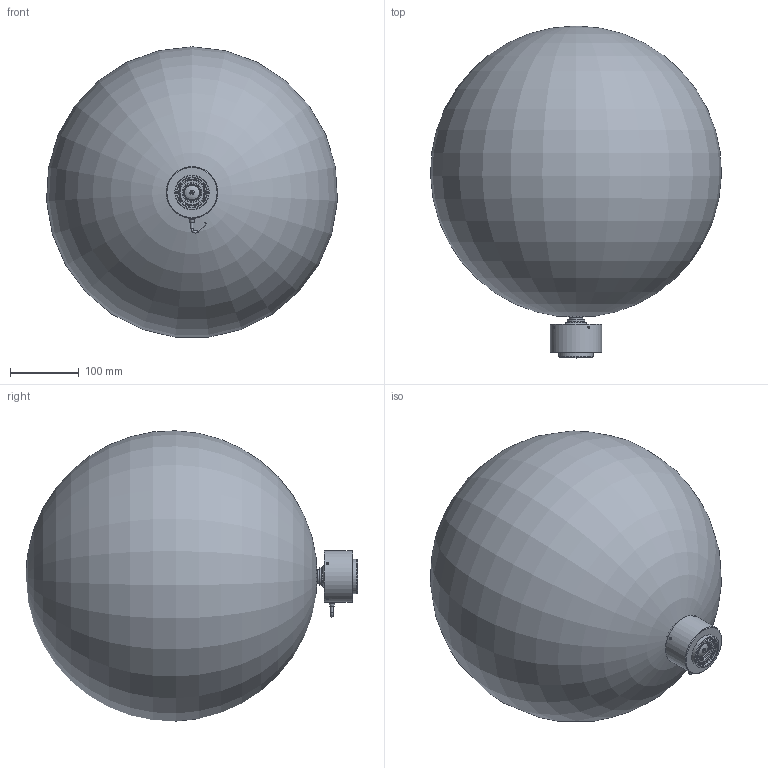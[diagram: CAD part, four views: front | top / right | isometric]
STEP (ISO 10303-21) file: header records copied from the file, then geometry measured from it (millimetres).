
FILE_DESCRIPTION (( 'STEP AP203' ), '1' );
FILE_NAME ('600117.STEP', '2025-02-08T07:07:50', ( 'Windows User' ), ( 'P R C' ), 'SwSTEP 2.0', 'SolidWorks 2020', '' );
FILE_SCHEMA (( 'CONFIG_CONTROL_DESIGN' ));
Length unit declared in the file: millimetre
Products named in the file (1): 600117
Bounding box: 422.31 x 482.02 x 421.6 mm (x, y, z)
Volume: 39819407.3 mm3; surface area: 593061.8 mm2
Topology: 1 solids, 13 shells, 430 faces, 1084 edges, 716 vertices
Faces by surface type: plane 287, cylinder 80, cone 50, bspline 10, torus 3
Full cylindrical faces by diameter (mm): 1.7 x3, 1.8 x3, 2 x9, 2.2 x9, 3 x14, 3.5 x4, 3.6 x1, 4 x4, 7.699 x1, 16.5 x1, 21.7 x1, 22.999 x1, 24.4 x1, 25.4 x1, 42.5 x1, 43 x1, 44 x1, 45 x1, 50 x1, 75 x1
Entity records: 12927 total; most frequent: CARTESIAN_POINT 3422, DIRECTION 1837, ORIENTED_EDGE 1828, EDGE_CURVE 914, VERTEX_POINT 659, VECTOR 631, LINE 631, EDGE_LOOP 605
